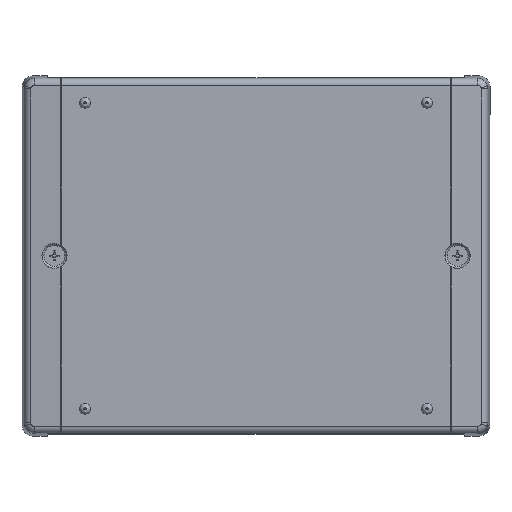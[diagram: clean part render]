
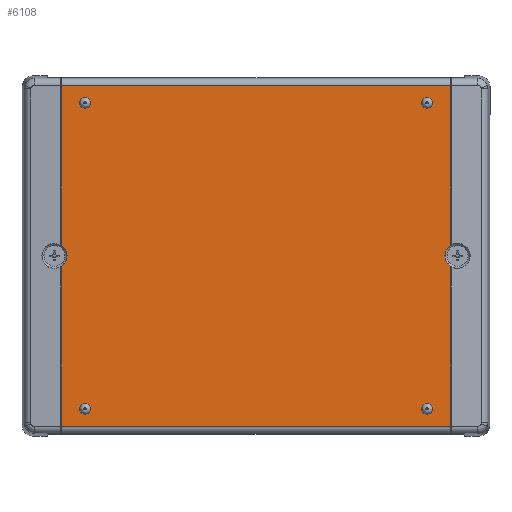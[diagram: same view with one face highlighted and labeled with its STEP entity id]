
A CAD part, top view. The second image highlights one B-rep face of the part: STEP entity #6108.
In plain terms, the highlighted planar face has unit normal (0, 0, 1).
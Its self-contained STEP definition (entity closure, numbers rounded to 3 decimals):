
#95=FACE_BOUND('',#920,.T.);
#96=FACE_BOUND('',#921,.T.);
#97=FACE_BOUND('',#922,.T.);
#98=FACE_BOUND('',#923,.T.);
#133=PLANE('',#6664);
#567=FACE_OUTER_BOUND('',#919,.T.);
#919=EDGE_LOOP('',(#4607,#4608,#4609,#4610,#4611,#4612,#4613,#4614,#4615));
#920=EDGE_LOOP('',(#4616,#4617));
#921=EDGE_LOOP('',(#4618,#4619));
#922=EDGE_LOOP('',(#4620,#4621));
#923=EDGE_LOOP('',(#4622,#4623));
#1243=LINE('',#9267,#1877);
#1244=LINE('',#9270,#1878);
#1246=LINE('',#9276,#1880);
#1397=LINE('',#9860,#2031);
#1398=LINE('',#9862,#2032);
#1399=LINE('',#9863,#2033);
#1877=VECTOR('',#7301,1000.);
#1878=VECTOR('',#7304,1000.);
#1880=VECTOR('',#7310,1000.);
#2031=VECTOR('',#7527,1000.);
#2032=VECTOR('',#7528,1000.);
#2033=VECTOR('',#7529,1000.);
#2516=CIRCLE('',#6532,1.5);
#2517=CIRCLE('',#6533,1.5);
#2518=CIRCLE('',#6535,1.5);
#2519=CIRCLE('',#6536,1.5);
#2520=CIRCLE('',#6538,1.5);
#2521=CIRCLE('',#6539,1.5);
#2522=CIRCLE('',#6541,1.5);
#2523=CIRCLE('',#6542,1.5);
#2534=CIRCLE('',#6556,3.5);
#2535=CIRCLE('',#6558,3.5);
#2536=CIRCLE('',#6561,3.5);
#2691=VERTEX_POINT('',#8857);
#2692=VERTEX_POINT('',#8858);
#2693=VERTEX_POINT('',#8863);
#2694=VERTEX_POINT('',#8864);
#2695=VERTEX_POINT('',#8869);
#2696=VERTEX_POINT('',#8870);
#2697=VERTEX_POINT('',#8875);
#2698=VERTEX_POINT('',#8876);
#2709=VERTEX_POINT('',#8905);
#2710=VERTEX_POINT('',#8907);
#2713=VERTEX_POINT('',#8919);
#2716=VERTEX_POINT('',#8933);
#2717=VERTEX_POINT('',#8941);
#2776=VERTEX_POINT('',#9265);
#2777=VERTEX_POINT('',#9269);
#2779=VERTEX_POINT('',#9275);
#2921=VERTEX_POINT('',#9861);
#3297=EDGE_CURVE('',#2691,#2692,#2516,.T.);
#3299=EDGE_CURVE('',#2692,#2691,#2517,.T.);
#3300=EDGE_CURVE('',#2693,#2694,#2518,.T.);
#3302=EDGE_CURVE('',#2694,#2693,#2519,.T.);
#3303=EDGE_CURVE('',#2695,#2696,#2520,.T.);
#3305=EDGE_CURVE('',#2696,#2695,#2521,.T.);
#3306=EDGE_CURVE('',#2697,#2698,#2522,.T.);
#3308=EDGE_CURVE('',#2698,#2697,#2523,.T.);
#3322=EDGE_CURVE('',#2709,#2710,#2534,.T.);
#3326=EDGE_CURVE('',#2713,#2709,#2535,.T.);
#3330=EDGE_CURVE('',#2716,#2717,#2536,.T.);
#3403=EDGE_CURVE('',#2713,#2776,#1243,.T.);
#3404=EDGE_CURVE('',#2777,#2717,#1244,.T.);
#3407=EDGE_CURVE('',#2779,#2710,#1246,.T.);
#3586=EDGE_CURVE('',#2776,#2777,#1397,.T.);
#3587=EDGE_CURVE('',#2716,#2921,#1398,.T.);
#3588=EDGE_CURVE('',#2921,#2779,#1399,.T.);
#4607=ORIENTED_EDGE('',*,*,#3326,.F.);
#4608=ORIENTED_EDGE('',*,*,#3403,.T.);
#4609=ORIENTED_EDGE('',*,*,#3586,.T.);
#4610=ORIENTED_EDGE('',*,*,#3404,.T.);
#4611=ORIENTED_EDGE('',*,*,#3330,.F.);
#4612=ORIENTED_EDGE('',*,*,#3587,.T.);
#4613=ORIENTED_EDGE('',*,*,#3588,.T.);
#4614=ORIENTED_EDGE('',*,*,#3407,.T.);
#4615=ORIENTED_EDGE('',*,*,#3322,.F.);
#4616=ORIENTED_EDGE('',*,*,#3297,.F.);
#4617=ORIENTED_EDGE('',*,*,#3299,.F.);
#4618=ORIENTED_EDGE('',*,*,#3300,.F.);
#4619=ORIENTED_EDGE('',*,*,#3302,.F.);
#4620=ORIENTED_EDGE('',*,*,#3303,.F.);
#4621=ORIENTED_EDGE('',*,*,#3305,.F.);
#4622=ORIENTED_EDGE('',*,*,#3306,.F.);
#4623=ORIENTED_EDGE('',*,*,#3308,.F.);
#6108=ADVANCED_FACE('',(#567,#95,#96,#97,#98),#133,.T.);
#6532=AXIS2_PLACEMENT_3D('',#8859,#7086,#7087);
#6533=AXIS2_PLACEMENT_3D('',#8861,#7089,#7090);
#6535=AXIS2_PLACEMENT_3D('',#8865,#7093,#7094);
#6536=AXIS2_PLACEMENT_3D('',#8867,#7096,#7097);
#6538=AXIS2_PLACEMENT_3D('',#8871,#7100,#7101);
#6539=AXIS2_PLACEMENT_3D('',#8873,#7103,#7104);
#6541=AXIS2_PLACEMENT_3D('',#8877,#7107,#7108);
#6542=AXIS2_PLACEMENT_3D('',#8879,#7110,#7111);
#6556=AXIS2_PLACEMENT_3D('',#8908,#7141,#7142);
#6558=AXIS2_PLACEMENT_3D('',#8927,#7145,#7146);
#6561=AXIS2_PLACEMENT_3D('',#8942,#7152,#7153);
#6664=AXIS2_PLACEMENT_3D('',#9859,#7525,#7526);
#7086=DIRECTION('center_axis',(0.,0.,1.));
#7087=DIRECTION('ref_axis',(1.,0.,0.));
#7089=DIRECTION('center_axis',(0.,0.,1.));
#7090=DIRECTION('ref_axis',(1.,0.,0.));
#7093=DIRECTION('center_axis',(0.,0.,1.));
#7094=DIRECTION('ref_axis',(1.,0.,0.));
#7096=DIRECTION('center_axis',(0.,0.,1.));
#7097=DIRECTION('ref_axis',(1.,0.,0.));
#7100=DIRECTION('center_axis',(0.,0.,1.));
#7101=DIRECTION('ref_axis',(1.,0.,0.));
#7103=DIRECTION('center_axis',(0.,0.,1.));
#7104=DIRECTION('ref_axis',(1.,0.,0.));
#7107=DIRECTION('center_axis',(0.,0.,1.));
#7108=DIRECTION('ref_axis',(1.,0.,0.));
#7110=DIRECTION('center_axis',(0.,0.,1.));
#7111=DIRECTION('ref_axis',(1.,0.,0.));
#7141=DIRECTION('center_axis',(0.,0.,1.));
#7142=DIRECTION('ref_axis',(1.,0.,0.));
#7145=DIRECTION('center_axis',(0.,0.,1.));
#7146=DIRECTION('ref_axis',(1.,0.,0.));
#7152=DIRECTION('center_axis',(0.,0.,1.));
#7153=DIRECTION('ref_axis',(1.,0.,0.));
#7301=DIRECTION('',(0.,1.,0.));
#7304=DIRECTION('',(0.,-1.,0.));
#7310=DIRECTION('',(0.,1.,0.));
#7525=DIRECTION('center_axis',(0.,0.,1.));
#7526=DIRECTION('ref_axis',(1.,0.,0.));
#7527=DIRECTION('',(-1.,0.,0.));
#7528=DIRECTION('',(0.,-1.,0.));
#7529=DIRECTION('',(1.,0.,0.));
#8857=CARTESIAN_POINT('',(-49.,-42.5,14.8));
#8858=CARTESIAN_POINT('',(-46.,-42.5,14.8));
#8859=CARTESIAN_POINT('Origin',(-47.5,-42.5,14.8));
#8861=CARTESIAN_POINT('Origin',(-47.5,-42.5,14.8));
#8863=CARTESIAN_POINT('',(46.,-42.5,14.8));
#8864=CARTESIAN_POINT('',(49.,-42.5,14.8));
#8865=CARTESIAN_POINT('Origin',(47.5,-42.5,14.8));
#8867=CARTESIAN_POINT('Origin',(47.5,-42.5,14.8));
#8869=CARTESIAN_POINT('',(46.,42.5,14.8));
#8870=CARTESIAN_POINT('',(49.,42.5,14.8));
#8871=CARTESIAN_POINT('Origin',(47.5,42.5,14.8));
#8873=CARTESIAN_POINT('Origin',(47.5,42.5,14.8));
#8875=CARTESIAN_POINT('',(-49.,42.5,14.8));
#8876=CARTESIAN_POINT('',(-46.,42.5,14.8));
#8877=CARTESIAN_POINT('Origin',(-47.5,42.5,14.8));
#8879=CARTESIAN_POINT('Origin',(-47.5,42.5,14.8));
#8905=CARTESIAN_POINT('',(52.5,0.,14.8));
#8907=CARTESIAN_POINT('',(54.125,-2.956,14.8));
#8908=CARTESIAN_POINT('Origin',(56.,0.,14.8));
#8919=CARTESIAN_POINT('',(54.125,2.956,14.8));
#8927=CARTESIAN_POINT('Origin',(56.,0.,14.8));
#8933=CARTESIAN_POINT('',(-54.125,-2.956,14.8));
#8941=CARTESIAN_POINT('',(-54.125,2.956,14.8));
#8942=CARTESIAN_POINT('Origin',(-56.,0.,14.8));
#9265=CARTESIAN_POINT('',(54.125,47.326,14.8));
#9267=CARTESIAN_POINT('',(54.125,50.,14.8));
#9269=CARTESIAN_POINT('',(-54.125,47.326,14.8));
#9270=CARTESIAN_POINT('',(-54.125,50.,14.8));
#9275=CARTESIAN_POINT('',(54.125,-47.326,14.8));
#9276=CARTESIAN_POINT('',(54.125,50.,14.8));
#9859=CARTESIAN_POINT('Origin',(-65.,50.,14.8));
#9860=CARTESIAN_POINT('',(-54.224,47.326,14.8));
#9861=CARTESIAN_POINT('',(-54.125,-47.326,14.8));
#9862=CARTESIAN_POINT('',(-54.125,50.,14.8));
#9863=CARTESIAN_POINT('',(54.224,-47.326,14.8));
